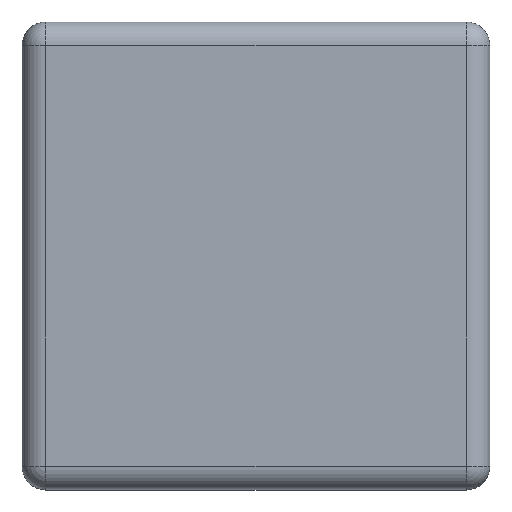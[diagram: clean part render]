
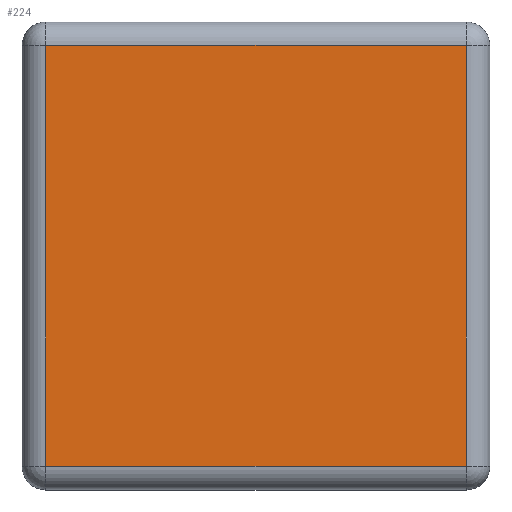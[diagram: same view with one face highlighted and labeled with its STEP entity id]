
A CAD part, top view. The second image highlights one B-rep face of the part: STEP entity #224.
In plain terms, the highlighted planar face has unit normal (0, 0, 1).
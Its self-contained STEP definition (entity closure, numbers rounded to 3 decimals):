
#13=DIRECTION('',(0.,0.,1.));
#34=VECTOR('',#35,1.);
#35=DIRECTION('',(0.,1.,0.));
#46=DIRECTION('',(1.,0.,0.));
#78=VERTEX_POINT('',#79);
#79=CARTESIAN_POINT('',(-7.875,-7.875,7.));
#84=EDGE_CURVE('',#78,#85,#87,.T.);
#85=VERTEX_POINT('',#86);
#86=CARTESIAN_POINT('',(-7.875,7.875,7.));
#87=LINE('',#79,#34);
#104=VECTOR('',#46,1.);
#216=VECTOR('',#217,1.);
#217=DIRECTION('',(-1.,-0.,-0.));
#224=ADVANCED_FACE('',(#225),#243,.T.);
#225=FACE_BOUND('',#226,.T.);
#226=EDGE_LOOP('',(#227,#228,#233,#240));
#227=ORIENTED_EDGE('',*,*,#84,.F.);
#228=ORIENTED_EDGE('',*,*,#229,.F.);
#229=EDGE_CURVE('',#230,#78,#232,.T.);
#230=VERTEX_POINT('',#231);
#231=CARTESIAN_POINT('',(7.875,-7.875,7.));
#232=LINE('',#231,#216);
#233=ORIENTED_EDGE('',*,*,#234,.F.);
#234=EDGE_CURVE('',#235,#230,#237,.T.);
#235=VERTEX_POINT('',#236);
#236=CARTESIAN_POINT('',(7.875,7.875,7.));
#237=LINE('',#236,#238);
#238=VECTOR('',#239,1.);
#239=DIRECTION('',(-0.,-1.,-0.));
#240=ORIENTED_EDGE('',*,*,#241,.F.);
#241=EDGE_CURVE('',#85,#235,#242,.T.);
#242=LINE('',#86,#104);
#243=PLANE('',#244);
#244=AXIS2_PLACEMENT_3D('',#245,#13,#46);
#245=CARTESIAN_POINT('',(-8.75,-8.75,7.));
